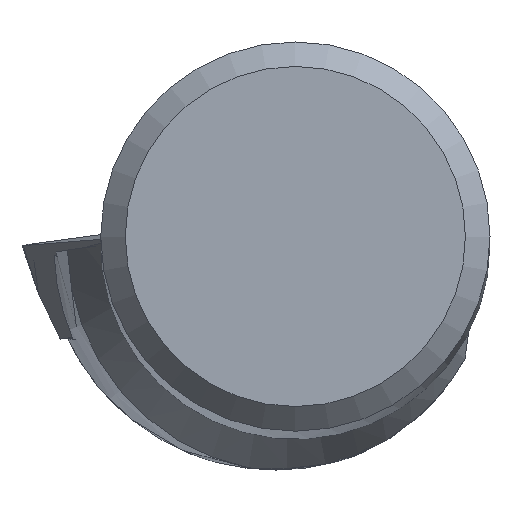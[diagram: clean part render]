
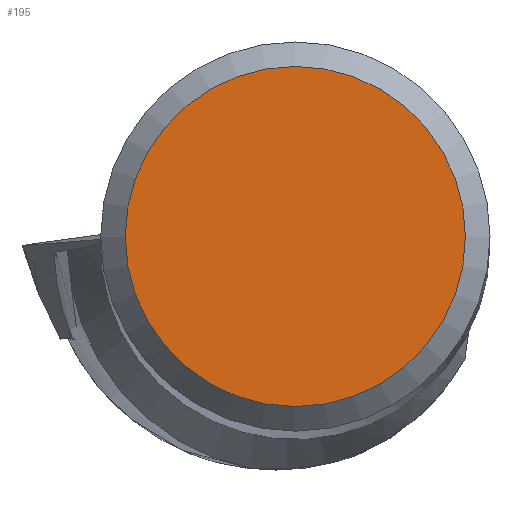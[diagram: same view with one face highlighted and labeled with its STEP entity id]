
A CAD part, top view. The second image highlights one B-rep face of the part: STEP entity #195.
In plain terms, the highlighted planar face has unit normal (0, 0, 1).
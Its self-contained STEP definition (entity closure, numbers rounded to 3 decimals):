
#155=FACE_OUTER_BOUND('',#399,.T.);
#195=ADVANCED_FACE('',(#155),#221,.T.);
#221=PLANE('',#929);
#399=EDGE_LOOP('',(#525));
#525=ORIENTED_EDGE('',*,*,#758,.T.);
#672=VERTEX_POINT('',#1441);
#758=EDGE_CURVE('',#672,#672,#813,.T.);
#813=CIRCLE('',#927,3.463);
#927=AXIS2_PLACEMENT_3D('',#1440,#1077,#1078);
#929=AXIS2_PLACEMENT_3D('',#1443,#1081,#1082);
#1077=DIRECTION('',(0.,0.,1.));
#1078=DIRECTION('',(1.,0.,0.));
#1081=DIRECTION('',(0.,0.,1.));
#1082=DIRECTION('',(1.,0.,0.));
#1440=CARTESIAN_POINT('',(0.,0.,0.));
#1441=CARTESIAN_POINT('',(3.463,0.,0.));
#1443=CARTESIAN_POINT('',(0.,0.,
0.));
